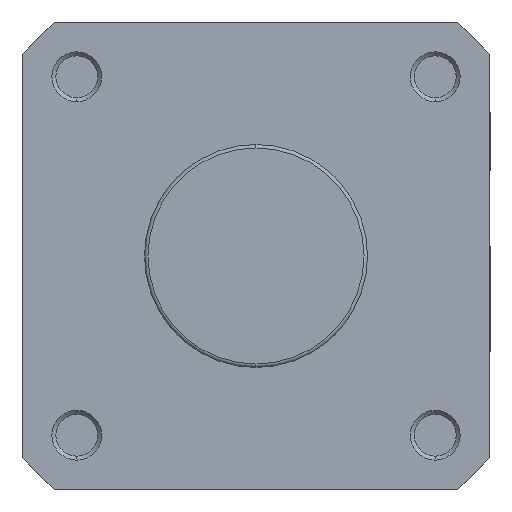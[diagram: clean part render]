
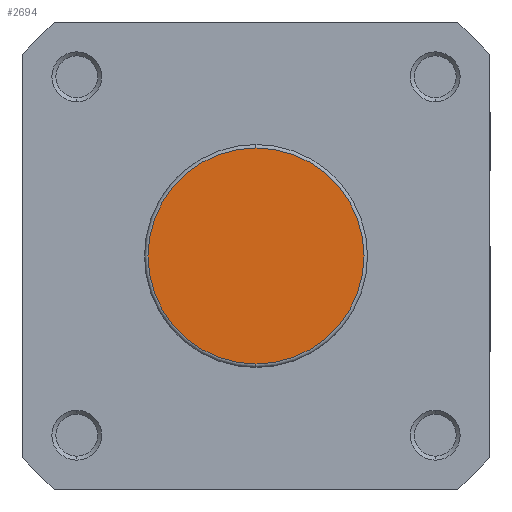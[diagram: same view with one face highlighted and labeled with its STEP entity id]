
A CAD part, left-side view. The second image highlights one B-rep face of the part: STEP entity #2694.
In plain terms, the highlighted planar face has unit normal (-1, 0, 0).
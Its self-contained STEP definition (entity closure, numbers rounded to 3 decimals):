
#26 = EDGE_LOOP ( 'NONE', ( #6117, #6075 ) ) ;
#272 = CIRCLE ( 'NONE', #1378, 21.7 ) ;
#358 = CIRCLE ( 'NONE', #1406, 21.7 ) ;
#917 = FACE_OUTER_BOUND ( 'NONE', #26, .T. ) ;
#1113 = EDGE_CURVE ( 'NONE', #2932, #2925, #272, .T. ) ;
#1178 = EDGE_CURVE ( 'NONE', #2925, #2932, #358, .T. ) ;
#1378 = AXIS2_PLACEMENT_3D ( 'NONE', #3348, #3350, #3351 ) ;
#1406 = AXIS2_PLACEMENT_3D ( 'NONE', #3549, #3556, #3557 ) ;
#1635 = AXIS2_PLACEMENT_3D ( 'NONE', #4618, #4620, #4621 ) ;
#2694 = ADVANCED_FACE ( 'NONE', ( #917 ), #4619, .F. ) ;
#2925 = VERTEX_POINT ( 'NONE', #5139 ) ;
#2932 = VERTEX_POINT ( 'NONE', #5146 ) ;
#3348 = CARTESIAN_POINT ( 'NONE',  ( 0., 0., 0. ) ) ;
#3350 = DIRECTION ( 'NONE',  ( -1., 0., 0. ) ) ;
#3351 = DIRECTION ( 'NONE',  ( 0., 0., -1. ) ) ;
#3549 = CARTESIAN_POINT ( 'NONE',  ( 0., 0., 0. ) ) ;
#3556 = DIRECTION ( 'NONE',  ( -1., 0., 0. ) ) ;
#3557 = DIRECTION ( 'NONE',  ( 0., 0., -1. ) ) ;
#4618 = CARTESIAN_POINT ( 'NONE',  ( 0., 22.4, 0. ) ) ;
#4619 = PLANE ( 'NONE',  #1635 ) ;
#4620 = DIRECTION ( 'NONE',  ( 1., 0., 0. ) ) ;
#4621 = DIRECTION ( 'NONE',  ( 0., 0., -1. ) ) ;
#5139 = CARTESIAN_POINT ( 'NONE',  ( 0., 0., 21.7 ) ) ;
#5146 = CARTESIAN_POINT ( 'NONE',  ( 0., 0., -21.7 ) ) ;
#6075 = ORIENTED_EDGE ( 'NONE', *, *, #1178, .T. ) ;
#6117 = ORIENTED_EDGE ( 'NONE', *, *, #1113, .T. ) ;
